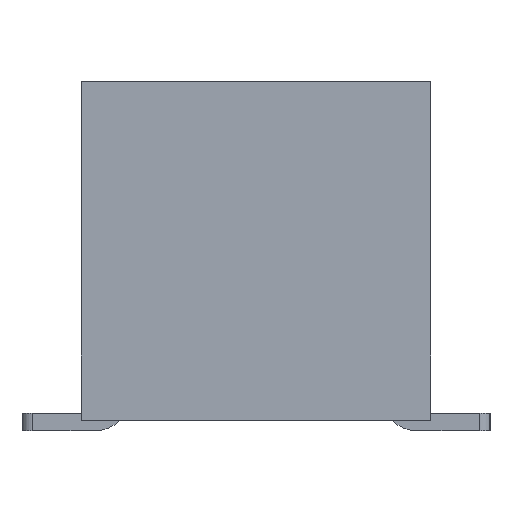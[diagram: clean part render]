
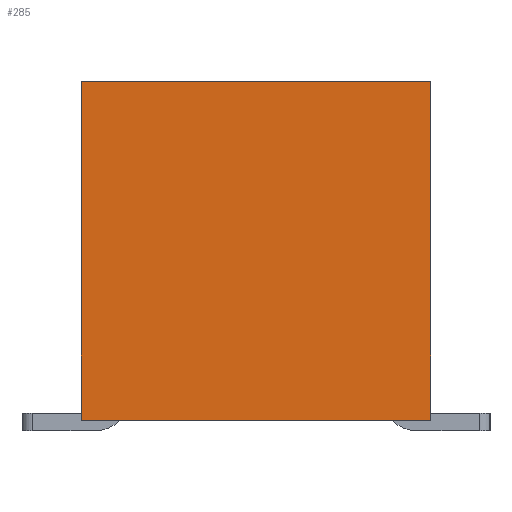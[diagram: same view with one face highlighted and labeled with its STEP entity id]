
A CAD part, left-side view. The second image highlights one B-rep face of the part: STEP entity #285.
In plain terms, the highlighted planar face has unit normal (-1, 0, 0).
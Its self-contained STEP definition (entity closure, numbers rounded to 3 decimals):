
#285=ADVANCED_FACE('',(#1317),#811,.T.);
#811=PLANE('',#10198);
#1317=FACE_OUTER_BOUND('',#1881,.T.);
#1881=EDGE_LOOP('',(#2746,#2747,#2748,#2749));
#2746=ORIENTED_EDGE('',*,*,#6482,.T.);
#2747=ORIENTED_EDGE('',*,*,#6473,.T.);
#2748=ORIENTED_EDGE('',*,*,#6528,.F.);
#2749=ORIENTED_EDGE('',*,*,#6529,.T.);
#5543=VERTEX_POINT('',#14051);
#5545=VERTEX_POINT('',#14055);
#5554=VERTEX_POINT('',#14075);
#5590=VERTEX_POINT('',#14158);
#6473=EDGE_CURVE('',#5543,#5545,#7905,.T.);
#6482=EDGE_CURVE('',#5554,#5543,#7914,.T.);
#6528=EDGE_CURVE('',#5590,#5545,#7960,.T.);
#6529=EDGE_CURVE('',#5590,#5554,#7961,.T.);
#7905=LINE('',#14056,#9177);
#7914=LINE('',#14074,#9186);
#7960=LINE('',#14157,#9232);
#7961=LINE('',#14159,#9233);
#9177=VECTOR('',#11156,1.);
#9186=VECTOR('',#11167,1.);
#9232=VECTOR('',#11215,1.);
#9233=VECTOR('',#11216,1.);
#10198=AXIS2_PLACEMENT_3D('',#14160,#11217,#11218);
#11156=DIRECTION('',(0.,1.,0.));
#11167=DIRECTION('',(0.,0.,1.));
#11215=DIRECTION('',(0.,0.,1.));
#11216=DIRECTION('',(0.,-1.,0.));
#11217=DIRECTION('',(-1.,0.,0.));
#11218=DIRECTION('',(0.,0.,1.));
#14051=CARTESIAN_POINT('',(0.,0.,4.4));
#14055=CARTESIAN_POINT('',(0.,5.,4.4));
#14056=CARTESIAN_POINT('',(0.,2.5,4.4));
#14074=CARTESIAN_POINT('',(0.,0.,0.));
#14075=CARTESIAN_POINT('',(0.,0.,
-0.45));
#14157=CARTESIAN_POINT('',(0.,5.,0.));
#14158=CARTESIAN_POINT('',(0.,5.,-0.45));
#14159=CARTESIAN_POINT('',(0.,5.,-0.45));
#14160=CARTESIAN_POINT('',(0.,2.5,0.));
